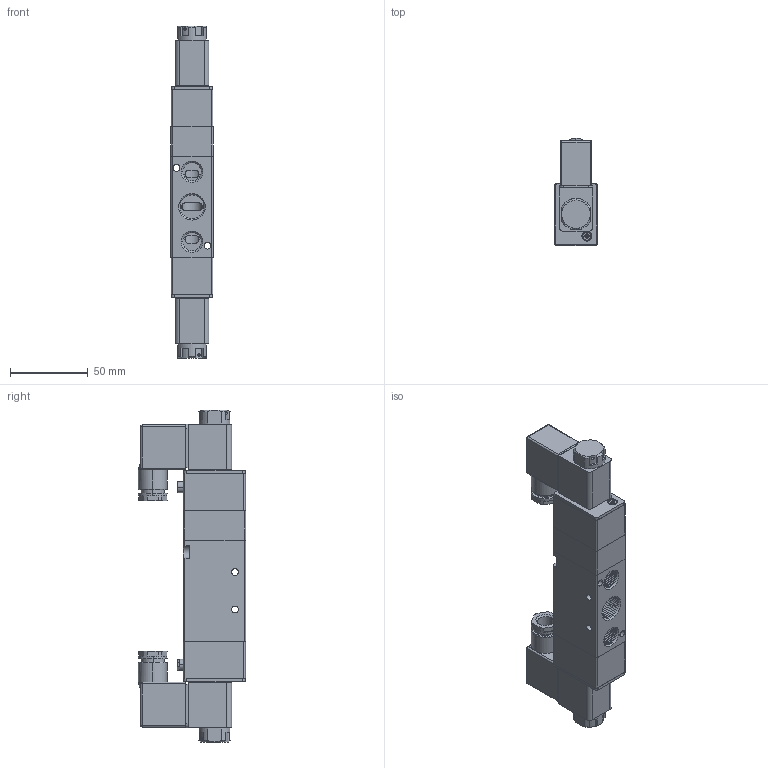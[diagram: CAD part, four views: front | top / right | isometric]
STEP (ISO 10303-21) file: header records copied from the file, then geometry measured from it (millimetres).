
FILE_DESCRIPTION (( 'STEP AP203' ), '1' );
FILE_NAME ('4V330(CEP)-10-D.STEP', '2017-12-05T16:01:14', ( '' ), ( '' ), 'SwSTEP 2.0', 'SolidWorks 2016', '' );
FILE_SCHEMA (( 'CONFIG_CONTROL_DESIGN' ));
Length unit declared in the file: millimetre
Products named in the file (1): 4V330(CEP)-10-D
Bounding box: 27 x 68.9 x 213.4 mm (x, y, z)
Volume: 199258.1 mm3; surface area: 74594.2 mm2
Topology: 24 solids, 24 shells, 1290 faces, 3108 edges, 1864 vertices
Faces by surface type: cone 458, cylinder 445, plane 355, bspline 32
Entity records: 38515 total; most frequent: CARTESIAN_POINT 8579, DIRECTION 6408, ORIENTED_EDGE 6176, EDGE_CURVE 3088, AXIS2_PLACEMENT_3D 2479, VERTEX_POINT 1864, VECTOR 1450, LINE 1450
